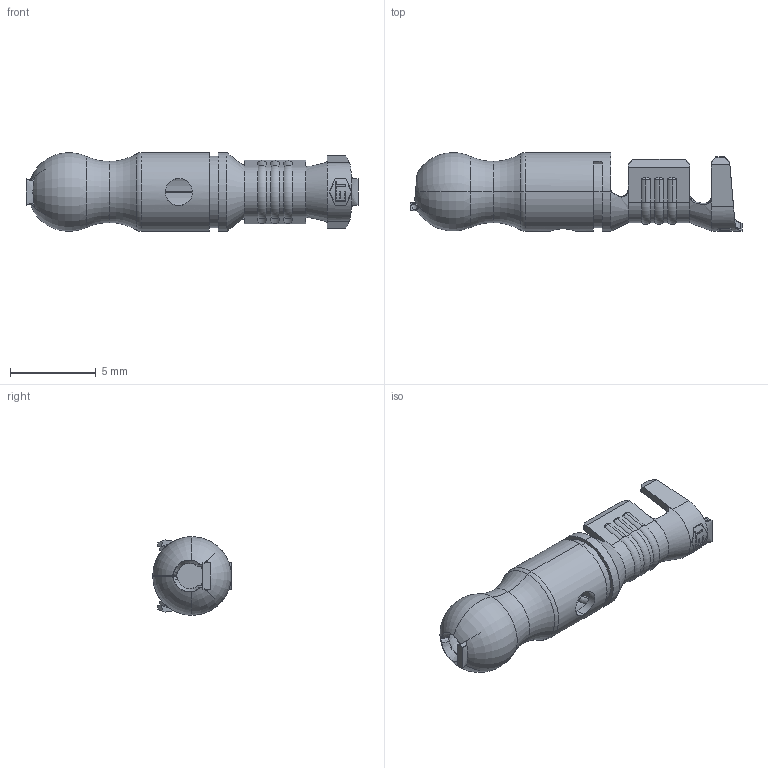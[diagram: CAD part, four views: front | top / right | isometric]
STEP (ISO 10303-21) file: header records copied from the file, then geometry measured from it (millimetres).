
FILE_DESCRIPTION (( 'STEP AP203' ), '1' );
FILE_NAME ('09246.STEP', '2015-01-30T20:04:04', ( '' ), ( '' ), 'SwSTEP 2.0', 'SolidWorks 2014', '' );
FILE_SCHEMA (( 'CONFIG_CONTROL_DESIGN' ));
Length unit declared in the file: inch
Products named in the file (1): 09246
Bounding box: 19.3 x 4.57 x 4.57 mm (x, y, z)
Volume: 89.8 mm3; surface area: 452 mm2
Topology: 1 solids, 1 shells, 235 faces, 623 edges, 393 vertices
Faces by surface type: plane 115, cylinder 41, torus 36, bspline 35, cone 8
Entity records: 8073 total; most frequent: CARTESIAN_POINT 2525, ORIENTED_EDGE 1246, DIRECTION 1011, EDGE_CURVE 623, VERTEX_POINT 393, AXIS2_PLACEMENT_3D 349, LINE 313, VECTOR 313
